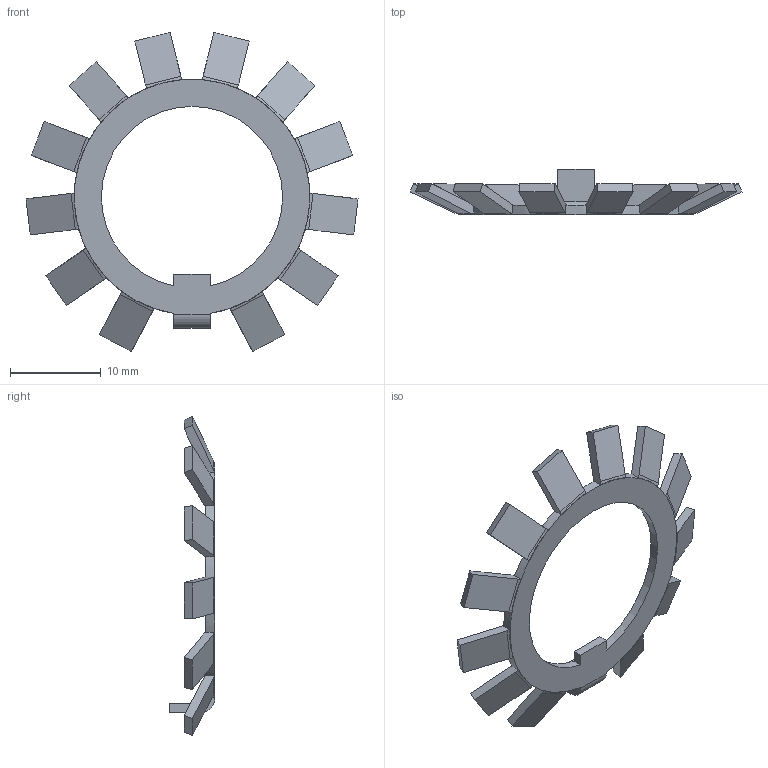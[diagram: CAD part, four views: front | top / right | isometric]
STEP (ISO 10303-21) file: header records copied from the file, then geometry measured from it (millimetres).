
FILE_DESCRIPTION (( 'STEP AP203' ), '1' );
FILE_NAME ('Rondelle frein de 20_Défaut_sldprt.STEP', '2017-12-12T20:32:41', ( '' ), ( '' ), 'SwSTEP 2.0', 'SolidWorks 2016', '' );
FILE_SCHEMA (( 'CONFIG_CONTROL_DESIGN' ));
Length unit declared in the file: millimetre
Products named in the file (1): Rondelle frein de 20_Défaut_sldprt
Bounding box: 36.64 x 5 x 35.22 mm (x, y, z)
Volume: 511.2 mm3; surface area: 1317.8 mm2
Topology: 1 solids, 1 shells, 98 faces, 288 edges, 192 vertices
Faces by surface type: plane 70, cylinder 28
Entity records: 3389 total; most frequent: CARTESIAN_POINT 651, ORIENTED_EDGE 576, DIRECTION 542, EDGE_CURVE 288, LINE 208, VECTOR 208, VERTEX_POINT 192, AXIS2_PLACEMENT_3D 167
